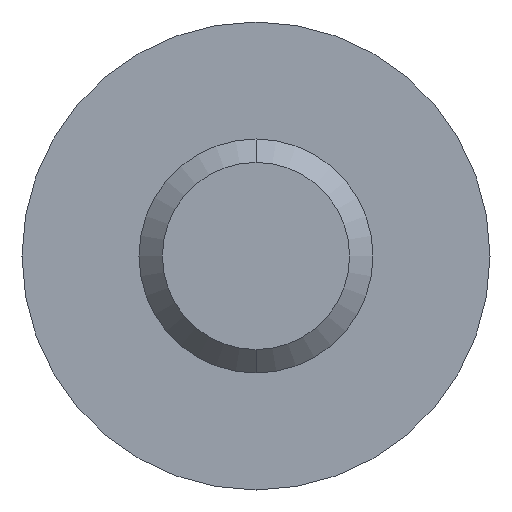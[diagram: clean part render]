
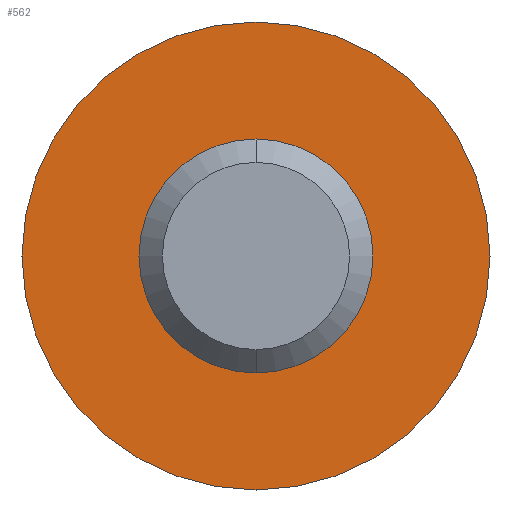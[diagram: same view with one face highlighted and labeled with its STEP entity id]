
A CAD part, front view. The second image highlights one B-rep face of the part: STEP entity #562.
In plain terms, the highlighted planar face has unit normal (0, -1, 0).
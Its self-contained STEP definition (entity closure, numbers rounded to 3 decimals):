
#51 = CIRCLE ( 'NONE', #933, 6. ) ;
#58 = CARTESIAN_POINT ( 'NONE',  ( 0., 0., 0. ) ) ;
#61 = DIRECTION ( 'NONE',  ( 0., 1., 0. ) ) ;
#104 = EDGE_LOOP ( 'NONE', ( #969, #430 ) ) ;
#142 = CARTESIAN_POINT ( 'NONE',  ( 6., 0., 0. ) ) ;
#178 = AXIS2_PLACEMENT_3D ( 'NONE', #206, #61, #806 ) ;
#186 = DIRECTION ( 'NONE',  ( 0., 0., 1. ) ) ;
#203 = ORIENTED_EDGE ( 'NONE', *, *, #943, .F. ) ;
#206 = CARTESIAN_POINT ( 'NONE',  ( 0., 0., 0. ) ) ;
#207 = DIRECTION ( 'NONE',  ( 0., 0., 1. ) ) ;
#265 = EDGE_CURVE ( 'NONE', #595, #674, #51, .T. ) ;
#295 = VERTEX_POINT ( 'NONE', #858 ) ;
#362 = DIRECTION ( 'NONE',  ( 0., 0., 1. ) ) ;
#368 = AXIS2_PLACEMENT_3D ( 'NONE', #58, #665, #207 ) ;
#378 = DIRECTION ( 'NONE',  ( 0., 0., 1. ) ) ;
#414 = CARTESIAN_POINT ( 'NONE',  ( 0., 0., 0. ) ) ;
#418 = EDGE_CURVE ( 'NONE', #514, #295, #896, .T. ) ;
#430 = ORIENTED_EDGE ( 'NONE', *, *, #418, .T. ) ;
#514 = VERTEX_POINT ( 'NONE', #527 ) ;
#519 = AXIS2_PLACEMENT_3D ( 'NONE', #660, #738, #362 ) ;
#527 = CARTESIAN_POINT ( 'NONE',  ( 0., 0., -3. ) ) ;
#562 = ADVANCED_FACE ( 'NONE', ( #910, #751 ), #892, .F. ) ;
#595 = VERTEX_POINT ( 'NONE', #971 ) ;
#610 = CARTESIAN_POINT ( 'NONE',  ( 0., 0., 6. ) ) ;
#627 = CIRCLE ( 'NONE', #178, 3. ) ;
#631 = AXIS2_PLACEMENT_3D ( 'NONE', #142, #678, #378 ) ;
#634 = ORIENTED_EDGE ( 'NONE', *, *, #265, .F. ) ;
#653 = CIRCLE ( 'NONE', #519, 6. ) ;
#660 = CARTESIAN_POINT ( 'NONE',  ( 0., 0., 0. ) ) ;
#665 = DIRECTION ( 'NONE',  ( 0., 1., 0. ) ) ;
#674 = VERTEX_POINT ( 'NONE', #610 ) ;
#678 = DIRECTION ( 'NONE',  ( 0., 1., 0. ) ) ;
#738 = DIRECTION ( 'NONE',  ( 0., 1., 0. ) ) ;
#751 = FACE_BOUND ( 'NONE', #104, .T. ) ;
#776 = EDGE_LOOP ( 'NONE', ( #203, #634 ) ) ;
#794 = DIRECTION ( 'NONE',  ( 0., 1., 0. ) ) ;
#806 = DIRECTION ( 'NONE',  ( 0., 0., 1. ) ) ;
#858 = CARTESIAN_POINT ( 'NONE',  ( 0., 0., 3. ) ) ;
#892 = PLANE ( 'NONE',  #631 ) ;
#896 = CIRCLE ( 'NONE', #368, 3. ) ;
#910 = FACE_OUTER_BOUND ( 'NONE', #776, .T. ) ;
#933 = AXIS2_PLACEMENT_3D ( 'NONE', #414, #794, #186 ) ;
#943 = EDGE_CURVE ( 'NONE', #674, #595, #653, .T. ) ;
#948 = EDGE_CURVE ( 'NONE', #295, #514, #627, .T. ) ;
#969 = ORIENTED_EDGE ( 'NONE', *, *, #948, .T. ) ;
#971 = CARTESIAN_POINT ( 'NONE',  ( 0., 0., -6. ) ) ;
